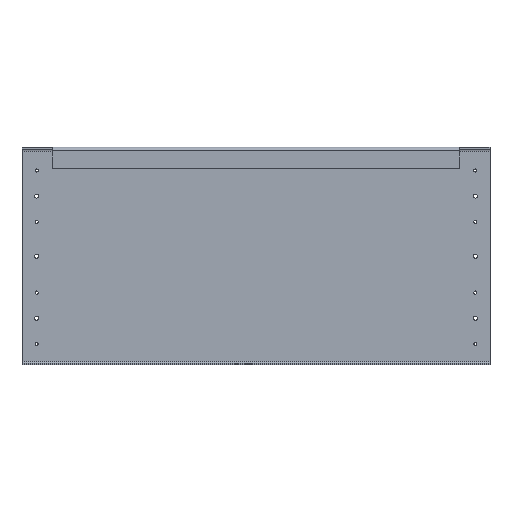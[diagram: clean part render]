
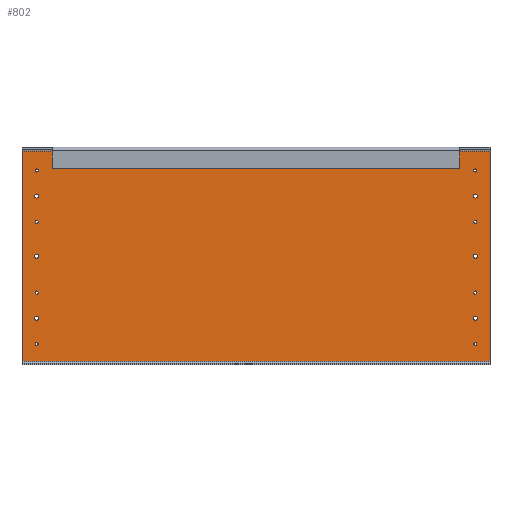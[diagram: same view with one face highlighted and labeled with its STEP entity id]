
A CAD part, top view. The second image highlights one B-rep face of the part: STEP entity #802.
In plain terms, the highlighted planar face has unit normal (0, 0, 1).
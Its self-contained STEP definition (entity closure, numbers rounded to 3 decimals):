
#29=FACE_BOUND('',#179,.T.);
#30=FACE_BOUND('',#180,.T.);
#31=FACE_BOUND('',#181,.T.);
#32=FACE_BOUND('',#182,.T.);
#33=FACE_BOUND('',#183,.T.);
#34=FACE_BOUND('',#184,.T.);
#35=FACE_BOUND('',#185,.T.);
#36=FACE_BOUND('',#186,.T.);
#37=FACE_BOUND('',#187,.T.);
#38=FACE_BOUND('',#188,.T.);
#39=FACE_BOUND('',#189,.T.);
#40=FACE_BOUND('',#190,.T.);
#41=FACE_BOUND('',#191,.T.);
#42=FACE_BOUND('',#192,.T.);
#89=CIRCLE('',#879,1.6);
#90=CIRCLE('',#880,1.6);
#91=CIRCLE('',#881,1.6);
#92=CIRCLE('',#882,1.6);
#93=CIRCLE('',#883,1.6);
#94=CIRCLE('',#884,1.6);
#95=CIRCLE('',#885,1.6);
#96=CIRCLE('',#886,1.6);
#97=CIRCLE('',#887,2.);
#98=CIRCLE('',#888,2.);
#99=CIRCLE('',#889,2.);
#100=CIRCLE('',#890,2.);
#101=CIRCLE('',#891,2.);
#102=CIRCLE('',#892,2.);
#122=FACE_OUTER_BOUND('',#178,.T.);
#178=EDGE_LOOP('',(#603,#604,#605,#606));
#179=EDGE_LOOP('',(#607));
#180=EDGE_LOOP('',(#608));
#181=EDGE_LOOP('',(#609));
#182=EDGE_LOOP('',(#610));
#183=EDGE_LOOP('',(#611));
#184=EDGE_LOOP('',(#612));
#185=EDGE_LOOP('',(#613));
#186=EDGE_LOOP('',(#614));
#187=EDGE_LOOP('',(#615));
#188=EDGE_LOOP('',(#616));
#189=EDGE_LOOP('',(#617));
#190=EDGE_LOOP('',(#618));
#191=EDGE_LOOP('',(#619));
#192=EDGE_LOOP('',(#620));
#246=LINE('',#1248,#314);
#250=LINE('',#1259,#318);
#252=LINE('',#1265,#320);
#253=LINE('',#1266,#321);
#314=VECTOR('',#1002,10.);
#318=VECTOR('',#1012,10.);
#320=VECTOR('',#1020,10.);
#321=VECTOR('',#1021,10.);
#371=VERTEX_POINT('',#1192);
#392=VERTEX_POINT('',#1245);
#393=VERTEX_POINT('',#1247);
#398=VERTEX_POINT('',#1264);
#399=VERTEX_POINT('',#1267);
#400=VERTEX_POINT('',#1269);
#401=VERTEX_POINT('',#1271);
#402=VERTEX_POINT('',#1273);
#403=VERTEX_POINT('',#1275);
#404=VERTEX_POINT('',#1277);
#405=VERTEX_POINT('',#1279);
#406=VERTEX_POINT('',#1281);
#407=VERTEX_POINT('',#1283);
#408=VERTEX_POINT('',#1285);
#409=VERTEX_POINT('',#1287);
#410=VERTEX_POINT('',#1289);
#411=VERTEX_POINT('',#1291);
#412=VERTEX_POINT('',#1293);
#471=EDGE_CURVE('',#393,#392,#246,.T.);
#477=EDGE_CURVE('',#371,#392,#250,.T.);
#480=EDGE_CURVE('',#371,#398,#252,.T.);
#481=EDGE_CURVE('',#393,#398,#253,.T.);
#482=EDGE_CURVE('',#399,#399,#89,.T.);
#483=EDGE_CURVE('',#400,#400,#90,.T.);
#484=EDGE_CURVE('',#401,#401,#91,.T.);
#485=EDGE_CURVE('',#402,#402,#92,.T.);
#486=EDGE_CURVE('',#403,#403,#93,.T.);
#487=EDGE_CURVE('',#404,#404,#94,.T.);
#488=EDGE_CURVE('',#405,#405,#95,.T.);
#489=EDGE_CURVE('',#406,#406,#96,.T.);
#490=EDGE_CURVE('',#407,#407,#97,.T.);
#491=EDGE_CURVE('',#408,#408,#98,.T.);
#492=EDGE_CURVE('',#409,#409,#99,.T.);
#493=EDGE_CURVE('',#410,#410,#100,.T.);
#494=EDGE_CURVE('',#411,#411,#101,.T.);
#495=EDGE_CURVE('',#412,#412,#102,.T.);
#603=ORIENTED_EDGE('',*,*,#477,.F.);
#604=ORIENTED_EDGE('',*,*,#480,.T.);
#605=ORIENTED_EDGE('',*,*,#481,.F.);
#606=ORIENTED_EDGE('',*,*,#471,.T.);
#607=ORIENTED_EDGE('',*,*,#482,.T.);
#608=ORIENTED_EDGE('',*,*,#483,.T.);
#609=ORIENTED_EDGE('',*,*,#484,.T.);
#610=ORIENTED_EDGE('',*,*,#485,.T.);
#611=ORIENTED_EDGE('',*,*,#486,.T.);
#612=ORIENTED_EDGE('',*,*,#487,.T.);
#613=ORIENTED_EDGE('',*,*,#488,.T.);
#614=ORIENTED_EDGE('',*,*,#489,.T.);
#615=ORIENTED_EDGE('',*,*,#490,.T.);
#616=ORIENTED_EDGE('',*,*,#491,.T.);
#617=ORIENTED_EDGE('',*,*,#492,.T.);
#618=ORIENTED_EDGE('',*,*,#493,.T.);
#619=ORIENTED_EDGE('',*,*,#494,.T.);
#620=ORIENTED_EDGE('',*,*,#495,.T.);
#780=PLANE('',#878);
#802=ADVANCED_FACE('',(#122,#29,#30,#31,#32,#33,#34,#35,#36,#37,#38,#39,
#40,#41,#42),#780,.T.);
#878=AXIS2_PLACEMENT_3D('',#1263,#1018,#1019);
#879=AXIS2_PLACEMENT_3D('',#1268,#1022,#1023);
#880=AXIS2_PLACEMENT_3D('',#1270,#1024,#1025);
#881=AXIS2_PLACEMENT_3D('',#1272,#1026,#1027);
#882=AXIS2_PLACEMENT_3D('',#1274,#1028,#1029);
#883=AXIS2_PLACEMENT_3D('',#1276,#1030,#1031);
#884=AXIS2_PLACEMENT_3D('',#1278,#1032,#1033);
#885=AXIS2_PLACEMENT_3D('',#1280,#1034,#1035);
#886=AXIS2_PLACEMENT_3D('',#1282,#1036,#1037);
#887=AXIS2_PLACEMENT_3D('',#1284,#1038,#1039);
#888=AXIS2_PLACEMENT_3D('',#1286,#1040,#1041);
#889=AXIS2_PLACEMENT_3D('',#1288,#1042,#1043);
#890=AXIS2_PLACEMENT_3D('',#1290,#1044,#1045);
#891=AXIS2_PLACEMENT_3D('',#1292,#1046,#1047);
#892=AXIS2_PLACEMENT_3D('',#1294,#1048,#1049);
#1002=DIRECTION('',(0.,-1.,0.));
#1012=DIRECTION('',(-1.,0.,0.));
#1018=DIRECTION('center_axis',(0.,0.,1.));
#1019=DIRECTION('ref_axis',(1.,0.,0.));
#1020=DIRECTION('',(0.,1.,0.));
#1021=DIRECTION('',(1.,0.,0.));
#1022=DIRECTION('center_axis',(0.,0.,-1.));
#1023=DIRECTION('ref_axis',(1.,0.,0.));
#1024=DIRECTION('center_axis',(0.,0.,-1.));
#1025=DIRECTION('ref_axis',(1.,0.,0.));
#1026=DIRECTION('center_axis',(0.,0.,-1.));
#1027=DIRECTION('ref_axis',(1.,0.,0.));
#1028=DIRECTION('center_axis',(0.,0.,-1.));
#1029=DIRECTION('ref_axis',(1.,0.,0.));
#1030=DIRECTION('center_axis',(0.,0.,-1.));
#1031=DIRECTION('ref_axis',(-1.,0.,0.));
#1032=DIRECTION('center_axis',(0.,0.,-1.));
#1033=DIRECTION('ref_axis',(-1.,0.,0.));
#1034=DIRECTION('center_axis',(0.,0.,-1.));
#1035=DIRECTION('ref_axis',(-1.,0.,0.));
#1036=DIRECTION('center_axis',(0.,0.,-1.));
#1037=DIRECTION('ref_axis',(-1.,0.,0.));
#1038=DIRECTION('center_axis',(0.,0.,-1.));
#1039=DIRECTION('ref_axis',(1.,0.,0.));
#1040=DIRECTION('center_axis',(0.,0.,-1.));
#1041=DIRECTION('ref_axis',(1.,0.,0.));
#1042=DIRECTION('center_axis',(0.,0.,-1.));
#1043=DIRECTION('ref_axis',(1.,0.,0.));
#1044=DIRECTION('center_axis',(0.,0.,-1.));
#1045=DIRECTION('ref_axis',(-1.,0.,0.));
#1046=DIRECTION('center_axis',(0.,0.,-1.));
#1047=DIRECTION('ref_axis',(-1.,0.,0.));
#1048=DIRECTION('center_axis',(0.,0.,-1.));
#1049=DIRECTION('ref_axis',(-1.,0.,0.));
#1192=CARTESIAN_POINT('',(240.,2.262,2.));
#1245=CARTESIAN_POINT('',(-240.,2.262,2.));
#1247=CARTESIAN_POINT('',(-240.,217.738,2.));
#1248=CARTESIAN_POINT('',(-240.,0.,2.));
#1259=CARTESIAN_POINT('',(0.,2.262,2.));
#1263=CARTESIAN_POINT('Origin',(0.,-10.,2.));
#1264=CARTESIAN_POINT('',(240.,217.738,2.));
#1265=CARTESIAN_POINT('',(240.,300.,2.));
#1266=CARTESIAN_POINT('',(0.,217.738,2.));
#1267=CARTESIAN_POINT('',(-226.6,197.738,2.));
#1268=CARTESIAN_POINT('Origin',(-225.,197.738,2.));
#1269=CARTESIAN_POINT('',(-226.6,72.579,2.));
#1270=CARTESIAN_POINT('Origin',(-225.,72.579,2.));
#1271=CARTESIAN_POINT('',(-226.6,20.,2.));
#1272=CARTESIAN_POINT('Origin',(-225.,20.,2.));
#1273=CARTESIAN_POINT('',(-226.6,145.159,2.));
#1274=CARTESIAN_POINT('Origin',(-225.,145.159,2.));
#1275=CARTESIAN_POINT('',(226.6,197.738,2.));
#1276=CARTESIAN_POINT('Origin',(225.,197.738,2.));
#1277=CARTESIAN_POINT('',(226.6,72.579,2.));
#1278=CARTESIAN_POINT('Origin',(225.,72.579,2.));
#1279=CARTESIAN_POINT('',(226.6,20.,2.));
#1280=CARTESIAN_POINT('Origin',(225.,20.,2.));
#1281=CARTESIAN_POINT('',(226.6,145.159,2.));
#1282=CARTESIAN_POINT('Origin',(225.,145.159,2.));
#1283=CARTESIAN_POINT('',(-227.,46.29,2.));
#1284=CARTESIAN_POINT('Origin',(-225.,46.29,2.));
#1285=CARTESIAN_POINT('',(-227.,171.448,2.));
#1286=CARTESIAN_POINT('Origin',(-225.,171.448,2.));
#1287=CARTESIAN_POINT('',(-227.,109.869,2.));
#1288=CARTESIAN_POINT('Origin',(-225.,109.869,2.));
#1289=CARTESIAN_POINT('',(227.,46.29,2.));
#1290=CARTESIAN_POINT('Origin',(225.,46.29,2.));
#1291=CARTESIAN_POINT('',(227.,171.448,2.));
#1292=CARTESIAN_POINT('Origin',(225.,171.448,2.));
#1293=CARTESIAN_POINT('',(227.,109.869,2.));
#1294=CARTESIAN_POINT('Origin',(225.,109.869,2.));
